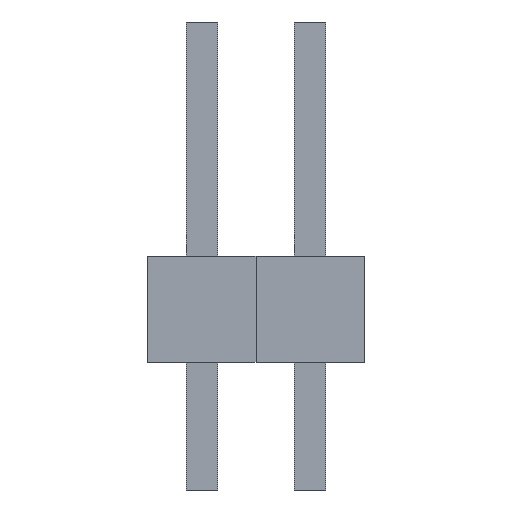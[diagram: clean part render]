
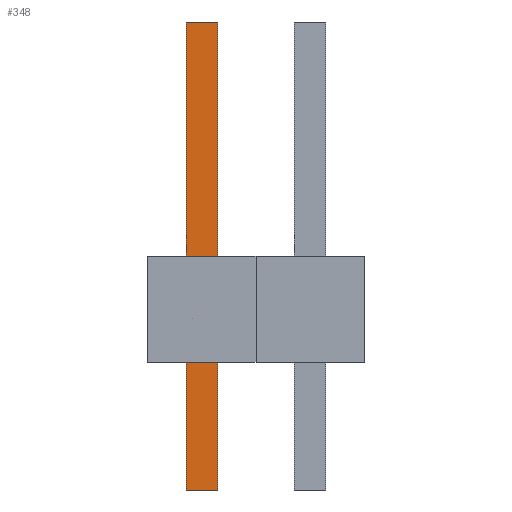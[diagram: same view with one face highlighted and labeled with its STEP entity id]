
A CAD part, front view. The second image highlights one B-rep face of the part: STEP entity #348.
In plain terms, the highlighted planar face has unit normal (0, -1, 0).
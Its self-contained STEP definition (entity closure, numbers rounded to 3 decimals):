
#13=DIRECTION('',(0.,0.,1.));
#14=DIRECTION('',(1.,0.,0.));
#189=VECTOR('',#13,1.);
#196=DIRECTION('',(0.,1.,0.));
#238=VECTOR('',#14,1.);
#302=EDGE_CURVE('',#303,#305,#307,.T.);
#303=VERTEX_POINT('',#304);
#304=CARTESIAN_POINT('',(-0.371,-0.371,-3.));
#305=VERTEX_POINT('',#306);
#306=CARTESIAN_POINT('',(-0.371,-0.371,8.));
#307=LINE('',#304,#189);
#326=ORIENTED_EDGE('',*,*,#327,.F.);
#327=EDGE_CURVE('',#328,#330,#332,.T.);
#328=VERTEX_POINT('',#329);
#329=CARTESIAN_POINT('',(0.371,-0.371,-3.));
#330=VERTEX_POINT('',#331);
#331=CARTESIAN_POINT('',(0.371,-0.371,8.));
#332=LINE('',#329,#189);
#348=ADVANCED_FACE('',(#349),#358,.F.);
#349=FACE_BOUND('',#350,.F.);
#350=EDGE_LOOP('',(#351,#354,#355,#326));
#351=ORIENTED_EDGE('',*,*,#352,.F.);
#352=EDGE_CURVE('',#303,#328,#353,.T.);
#353=LINE('',#304,#238);
#354=ORIENTED_EDGE('',*,*,#302,.T.);
#355=ORIENTED_EDGE('',*,*,#356,.T.);
#356=EDGE_CURVE('',#305,#330,#357,.T.);
#357=LINE('',#306,#238);
#358=PLANE('',#359);
#359=AXIS2_PLACEMENT_3D('',#304,#196,#13);
